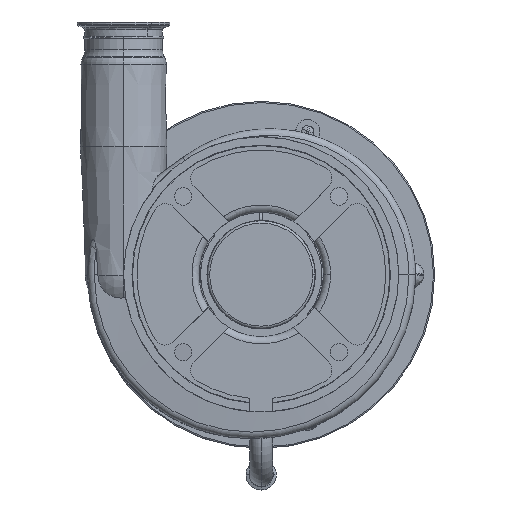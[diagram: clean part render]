
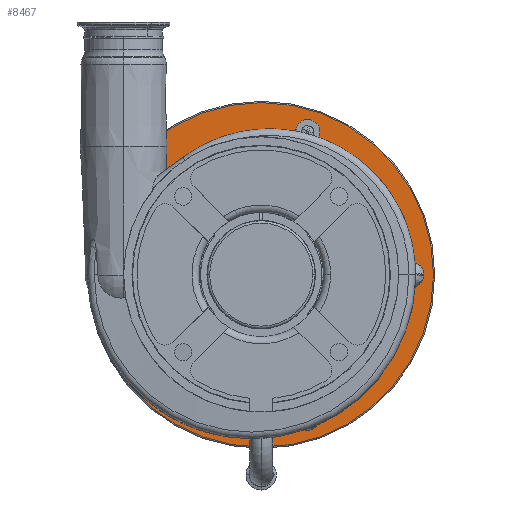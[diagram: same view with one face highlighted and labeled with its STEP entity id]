
A CAD part, top view. The second image highlights one B-rep face of the part: STEP entity #8467.
In plain terms, the highlighted planar face has unit normal (0, 0, 1).
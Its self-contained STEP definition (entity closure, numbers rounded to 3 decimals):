
#237 = EDGE_LOOP ( 'NONE', ( #6678, #10999 ) ) ;
#295 = CARTESIAN_POINT ( 'NONE',  ( 136., 0., -61. ) ) ;
#357 = AXIS2_PLACEMENT_3D ( 'NONE', #8854, #13139, #16982 ) ;
#515 = DIRECTION ( 'NONE',  ( 0., 0., 1. ) ) ;
#643 = DIRECTION ( 'NONE',  ( -1., 0., 0. ) ) ;
#694 = FACE_BOUND ( 'NONE', #1203, .T. ) ;
#732 = CARTESIAN_POINT ( 'NONE',  ( -91.936, 74.061, -61. ) ) ;
#843 = CARTESIAN_POINT ( 'NONE',  ( -91.936, -74.061, -61. ) ) ;
#918 = EDGE_LOOP ( 'NONE', ( #2917, #15804 ) ) ;
#930 = CIRCLE ( 'NONE', #10732, 10. ) ;
#955 = AXIS2_PLACEMENT_3D ( 'NONE', #17066, #5088, #15780 ) ;
#1184 = AXIS2_PLACEMENT_3D ( 'NONE', #15509, #12870, #9998 ) ;
#1203 = EDGE_LOOP ( 'NONE', ( #2497, #8640 ) ) ;
#1393 = DIRECTION ( 'NONE',  ( -1., 0., 0. ) ) ;
#1394 = EDGE_LOOP ( 'NONE', ( #13976, #8352 ) ) ;
#1495 = AXIS2_PLACEMENT_3D ( 'NONE', #3195, #14202, #643 ) ;
#1608 = EDGE_CURVE ( 'NONE', #12225, #15640, #13225, .T. ) ;
#1659 = VERTEX_POINT ( 'NONE', #732 ) ;
#1826 = CARTESIAN_POINT ( 'NONE',  ( 48.936, 119.833, -61. ) ) ;
#1893 = VERTEX_POINT ( 'NONE', #13917 ) ;
#2087 = DIRECTION ( 'NONE',  ( 0., 0., 1. ) ) ;
#2176 = EDGE_CURVE ( 'NONE', #2794, #13379, #4576, .T. ) ;
#2334 = EDGE_CURVE ( 'NONE', #8007, #1893, #14086, .T. ) ;
#2429 = CARTESIAN_POINT ( 'NONE',  ( -101.936, 74.061, -61. ) ) ;
#2497 = ORIENTED_EDGE ( 'NONE', *, *, #12574, .F. ) ;
#2566 = DIRECTION ( 'NONE',  ( 0., 0., 1. ) ) ;
#2585 = CARTESIAN_POINT ( 'NONE',  ( 38.936, 119.833, -61. ) ) ;
#2602 = ORIENTED_EDGE ( 'NONE', *, *, #4387, .F. ) ;
#2707 = ORIENTED_EDGE ( 'NONE', *, *, #13411, .F. ) ;
#2794 = VERTEX_POINT ( 'NONE', #1826 ) ;
#2917 = ORIENTED_EDGE ( 'NONE', *, *, #2334, .F. ) ;
#3126 = AXIS2_PLACEMENT_3D ( 'NONE', #3414, #16453, #8753 ) ;
#3145 = FACE_OUTER_BOUND ( 'NONE', #1394, .T. ) ;
#3195 = CARTESIAN_POINT ( 'NONE',  ( 38.936, -119.833, -61. ) ) ;
#3414 = CARTESIAN_POINT ( 'NONE',  ( 126., 0., -61. ) ) ;
#3542 = DIRECTION ( 'NONE',  ( 0., 0., 1. ) ) ;
#3604 = CARTESIAN_POINT ( 'NONE',  ( -144., 0., -61. ) ) ;
#3747 = DIRECTION ( 'NONE',  ( -1., 0., 0. ) ) ;
#4022 = EDGE_CURVE ( 'NONE', #1659, #11034, #4252, .T. ) ;
#4252 = CIRCLE ( 'NONE', #7628, 10. ) ;
#4387 = EDGE_CURVE ( 'NONE', #11034, #1659, #7909, .T. ) ;
#4445 = VERTEX_POINT ( 'NONE', #843 ) ;
#4448 = DIRECTION ( 'NONE',  ( 0., 0., -1. ) ) ;
#4487 = EDGE_CURVE ( 'NONE', #9940, #14862, #15752, .T. ) ;
#4576 = CIRCLE ( 'NONE', #6259, 10. ) ;
#4887 = CARTESIAN_POINT ( 'NONE',  ( 126., 0., -61. ) ) ;
#4938 = DIRECTION ( 'NONE',  ( -1., 0., 0. ) ) ;
#5088 = DIRECTION ( 'NONE',  ( 0., 0., 1. ) ) ;
#5867 = DIRECTION ( 'NONE',  ( -1., 0., 0. ) ) ;
#6052 = CARTESIAN_POINT ( 'NONE',  ( -101.936, 74.061, -61. ) ) ;
#6125 = FACE_BOUND ( 'NONE', #7580, .T. ) ;
#6220 = CARTESIAN_POINT ( 'NONE',  ( -111.936, -74.061, -61. ) ) ;
#6259 = AXIS2_PLACEMENT_3D ( 'NONE', #13384, #9041, #1393 ) ;
#6273 = EDGE_CURVE ( 'NONE', #15640, #12225, #9843, .T. ) ;
#6342 = CARTESIAN_POINT ( 'NONE',  ( -101.936, -74.061, -61. ) ) ;
#6353 = CARTESIAN_POINT ( 'NONE',  ( 48.936, -119.833, -61. ) ) ;
#6457 = CARTESIAN_POINT ( 'NONE',  ( 115., 0., -61. ) ) ;
#6564 = DIRECTION ( 'NONE',  ( 0., 0., 1. ) ) ;
#6678 = ORIENTED_EDGE ( 'NONE', *, *, #6273, .F. ) ;
#6765 = ORIENTED_EDGE ( 'NONE', *, *, #4022, .F. ) ;
#7082 = PLANE ( 'NONE',  #8179 ) ;
#7126 = EDGE_CURVE ( 'NONE', #4445, #12968, #12416, .T. ) ;
#7580 = EDGE_LOOP ( 'NONE', ( #8406, #9822 ) ) ;
#7628 = AXIS2_PLACEMENT_3D ( 'NONE', #6052, #515, #5867 ) ;
#7646 = AXIS2_PLACEMENT_3D ( 'NONE', #2429, #7688, #10138 ) ;
#7688 = DIRECTION ( 'NONE',  ( 0., 0., 1. ) ) ;
#7815 = EDGE_LOOP ( 'NONE', ( #6765, #2602 ) ) ;
#7909 = CIRCLE ( 'NONE', #7646, 10. ) ;
#7914 = CIRCLE ( 'NONE', #10150, 144. ) ;
#7916 = AXIS2_PLACEMENT_3D ( 'NONE', #2585, #11881, #7949 ) ;
#7949 = DIRECTION ( 'NONE',  ( -1., 0., 0. ) ) ;
#8007 = VERTEX_POINT ( 'NONE', #6457 ) ;
#8015 = DIRECTION ( 'NONE',  ( 1., 0., 0. ) ) ;
#8179 = AXIS2_PLACEMENT_3D ( 'NONE', #11394, #4448, #11124 ) ;
#8352 = ORIENTED_EDGE ( 'NONE', *, *, #16481, .T. ) ;
#8355 = CARTESIAN_POINT ( 'NONE',  ( 28.936, -119.833, -61. ) ) ;
#8406 = ORIENTED_EDGE ( 'NONE', *, *, #7126, .F. ) ;
#8467 = ADVANCED_FACE ( 'NONE', ( #6125, #8479, #14169, #694, #11472, #15495, #3145 ), #7082, .F. ) ;
#8479 = FACE_BOUND ( 'NONE', #7815, .T. ) ;
#8640 = ORIENTED_EDGE ( 'NONE', *, *, #4487, .F. ) ;
#8744 = CIRCLE ( 'NONE', #357, 144. ) ;
#8753 = DIRECTION ( 'NONE',  ( -1., 0., 0. ) ) ;
#8854 = CARTESIAN_POINT ( 'NONE',  ( 0., 0., -61. ) ) ;
#9031 = CIRCLE ( 'NONE', #7916, 10. ) ;
#9041 = DIRECTION ( 'NONE',  ( 0., 0., 1. ) ) ;
#9344 = AXIS2_PLACEMENT_3D ( 'NONE', #16073, #14676, #15981 ) ;
#9822 = ORIENTED_EDGE ( 'NONE', *, *, #16953, .F. ) ;
#9843 = CIRCLE ( 'NONE', #16241, 10. ) ;
#9886 = VERTEX_POINT ( 'NONE', #12220 ) ;
#9940 = VERTEX_POINT ( 'NONE', #295 ) ;
#9998 = DIRECTION ( 'NONE',  ( 1., 0., 0. ) ) ;
#10138 = DIRECTION ( 'NONE',  ( -1., 0., 0. ) ) ;
#10150 = AXIS2_PLACEMENT_3D ( 'NONE', #15800, #2566, #8015 ) ;
#10732 = AXIS2_PLACEMENT_3D ( 'NONE', #6342, #3542, #4938 ) ;
#10767 = DIRECTION ( 'NONE',  ( -1., 0., 0. ) ) ;
#10999 = ORIENTED_EDGE ( 'NONE', *, *, #1608, .F. ) ;
#11034 = VERTEX_POINT ( 'NONE', #16923 ) ;
#11124 = DIRECTION ( 'NONE',  ( -1., 0., 0. ) ) ;
#11378 = EDGE_LOOP ( 'NONE', ( #13657, #2707 ) ) ;
#11394 = CARTESIAN_POINT ( 'NONE',  ( 0., 115., -61. ) ) ;
#11411 = EDGE_CURVE ( 'NONE', #9886, #14305, #8744, .T. ) ;
#11472 = FACE_BOUND ( 'NONE', #237, .T. ) ;
#11541 = CIRCLE ( 'NONE', #1184, 115. ) ;
#11881 = DIRECTION ( 'NONE',  ( 0., 0., 1. ) ) ;
#12220 = CARTESIAN_POINT ( 'NONE',  ( 144., 0., -61. ) ) ;
#12225 = VERTEX_POINT ( 'NONE', #8355 ) ;
#12416 = CIRCLE ( 'NONE', #9344, 10. ) ;
#12574 = EDGE_CURVE ( 'NONE', #14862, #9940, #17080, .T. ) ;
#12786 = CARTESIAN_POINT ( 'NONE',  ( 116., 0., -61. ) ) ;
#12870 = DIRECTION ( 'NONE',  ( 0., 0., 1. ) ) ;
#12955 = EDGE_CURVE ( 'NONE', #1893, #8007, #11541, .T. ) ;
#12968 = VERTEX_POINT ( 'NONE', #6220 ) ;
#13139 = DIRECTION ( 'NONE',  ( 0., 0., 1. ) ) ;
#13203 = CARTESIAN_POINT ( 'NONE',  ( 38.936, -119.833, -61. ) ) ;
#13225 = CIRCLE ( 'NONE', #1495, 10. ) ;
#13379 = VERTEX_POINT ( 'NONE', #14569 ) ;
#13384 = CARTESIAN_POINT ( 'NONE',  ( 38.936, 119.833, -61. ) ) ;
#13411 = EDGE_CURVE ( 'NONE', #13379, #2794, #9031, .T. ) ;
#13657 = ORIENTED_EDGE ( 'NONE', *, *, #2176, .F. ) ;
#13917 = CARTESIAN_POINT ( 'NONE',  ( -115., 0., -61. ) ) ;
#13976 = ORIENTED_EDGE ( 'NONE', *, *, #11411, .T. ) ;
#14086 = CIRCLE ( 'NONE', #955, 115. ) ;
#14169 = FACE_BOUND ( 'NONE', #11378, .T. ) ;
#14202 = DIRECTION ( 'NONE',  ( 0., 0., 1. ) ) ;
#14305 = VERTEX_POINT ( 'NONE', #3604 ) ;
#14569 = CARTESIAN_POINT ( 'NONE',  ( 28.936, 119.833, -61. ) ) ;
#14676 = DIRECTION ( 'NONE',  ( 0., 0., 1. ) ) ;
#14862 = VERTEX_POINT ( 'NONE', #12786 ) ;
#15495 = FACE_BOUND ( 'NONE', #918, .T. ) ;
#15509 = CARTESIAN_POINT ( 'NONE',  ( 0., 0., -61. ) ) ;
#15640 = VERTEX_POINT ( 'NONE', #6353 ) ;
#15752 = CIRCLE ( 'NONE', #16021, 10. ) ;
#15780 = DIRECTION ( 'NONE',  ( 1., 0., 0. ) ) ;
#15800 = CARTESIAN_POINT ( 'NONE',  ( 0., 0., -61. ) ) ;
#15804 = ORIENTED_EDGE ( 'NONE', *, *, #12955, .F. ) ;
#15981 = DIRECTION ( 'NONE',  ( -1., 0., 0. ) ) ;
#16021 = AXIS2_PLACEMENT_3D ( 'NONE', #4887, #2087, #3747 ) ;
#16073 = CARTESIAN_POINT ( 'NONE',  ( -101.936, -74.061, -61. ) ) ;
#16241 = AXIS2_PLACEMENT_3D ( 'NONE', #13203, #6564, #10767 ) ;
#16453 = DIRECTION ( 'NONE',  ( 0., 0., 1. ) ) ;
#16481 = EDGE_CURVE ( 'NONE', #14305, #9886, #7914, .T. ) ;
#16923 = CARTESIAN_POINT ( 'NONE',  ( -111.936, 74.061, -61. ) ) ;
#16953 = EDGE_CURVE ( 'NONE', #12968, #4445, #930, .T. ) ;
#16982 = DIRECTION ( 'NONE',  ( 1., 0., 0. ) ) ;
#17066 = CARTESIAN_POINT ( 'NONE',  ( 0., 0., -61. ) ) ;
#17080 = CIRCLE ( 'NONE', #3126, 10. ) ;
